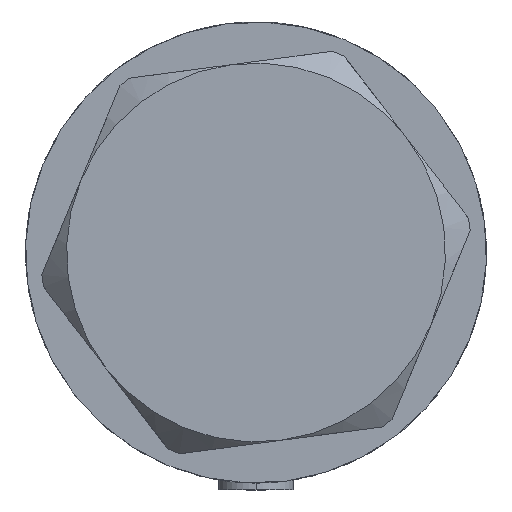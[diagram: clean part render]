
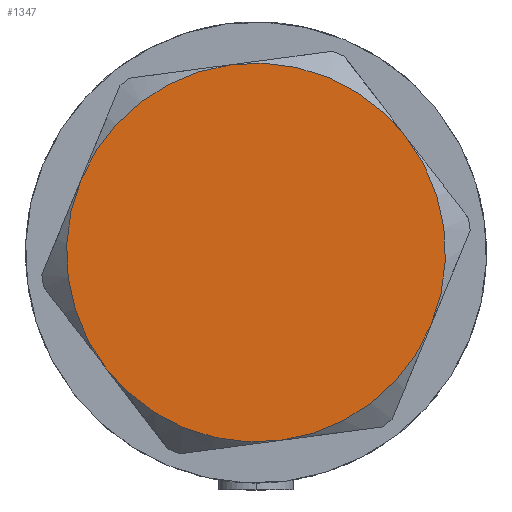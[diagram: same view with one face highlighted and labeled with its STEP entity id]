
A CAD part, left-side view. The second image highlights one B-rep face of the part: STEP entity #1347.
In plain terms, the highlighted face is planar.
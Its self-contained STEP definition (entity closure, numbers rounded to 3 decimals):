
#119 = EDGE_CURVE ( 'NONE', #549, #3148, #3043, .T. ) ;
#193 = AXIS2_PLACEMENT_3D ( 'NONE', #380, #3234, #2222 ) ;
#195 = ORIENTED_EDGE ( 'NONE', *, *, #119, .T. ) ;
#380 = CARTESIAN_POINT ( 'NONE',  ( 0., 0., 14.5 ) ) ;
#451 = CARTESIAN_POINT ( 'NONE',  ( -30., 0., 14.5 ) ) ;
#479 = ORIENTED_EDGE ( 'NONE', *, *, #1152, .T. ) ;
#549 = VERTEX_POINT ( 'NONE', #2983 ) ;
#601 = CARTESIAN_POINT ( 'NONE',  ( 0., 0., 14.5 ) ) ;
#787 = CARTESIAN_POINT ( 'NONE',  ( 0., 0., 14.5 ) ) ;
#886 = EDGE_CURVE ( 'NONE', #4199, #549, #4599, .T. ) ;
#922 = DIRECTION ( 'NONE',  ( 1., 0., 0. ) ) ;
#1062 = DIRECTION ( 'NONE',  ( 0., 0., 1. ) ) ;
#1141 = VERTEX_POINT ( 'NONE', #4686 ) ;
#1152 = EDGE_CURVE ( 'NONE', #3148, #2551, #3982, .T. ) ;
#1252 = CIRCLE ( 'NONE', #2568, 30. ) ;
#1256 = AXIS2_PLACEMENT_3D ( 'NONE', #1870, #3473, #922 ) ;
#1284 = EDGE_LOOP ( 'NONE', ( #3477, #1780, #1953, #195, #479, #4675 ) ) ;
#1322 = CARTESIAN_POINT ( 'NONE',  ( 0., 0., 14.5 ) ) ;
#1347 = ADVANCED_FACE ( 'NONE', ( #4270 ), #3913, .T. ) ;
#1368 = DIRECTION ( 'NONE',  ( 0., 0., 1. ) ) ;
#1495 = CIRCLE ( 'NONE', #1256, 30. ) ;
#1536 = CARTESIAN_POINT ( 'NONE',  ( 15., 25.981, 14.5 ) ) ;
#1780 = ORIENTED_EDGE ( 'NONE', *, *, #4700, .T. ) ;
#1870 = CARTESIAN_POINT ( 'NONE',  ( 0., 0., 14.5 ) ) ;
#1923 = DIRECTION ( 'NONE',  ( 1., 0., 0. ) ) ;
#1953 = ORIENTED_EDGE ( 'NONE', *, *, #886, .T. ) ;
#2050 = AXIS2_PLACEMENT_3D ( 'NONE', #601, #2067, #2341 ) ;
#2067 = DIRECTION ( 'NONE',  ( 0., 0., 1. ) ) ;
#2222 = DIRECTION ( 'NONE',  ( 1., 0., 0. ) ) ;
#2341 = DIRECTION ( 'NONE',  ( 1., 0., 0. ) ) ;
#2423 = AXIS2_PLACEMENT_3D ( 'NONE', #1322, #2782, #2802 ) ;
#2551 = VERTEX_POINT ( 'NONE', #3639 ) ;
#2568 = AXIS2_PLACEMENT_3D ( 'NONE', #787, #3771, #1923 ) ;
#2782 = DIRECTION ( 'NONE',  ( 0., 0., 1. ) ) ;
#2802 = DIRECTION ( 'NONE',  ( 1., 0., 0. ) ) ;
#2844 = DIRECTION ( 'NONE',  ( 1., 0., 0. ) ) ;
#2870 = DIRECTION ( 'NONE',  ( 1., 0., 0. ) ) ;
#2964 = CIRCLE ( 'NONE', #2423, 30. ) ;
#2983 = CARTESIAN_POINT ( 'NONE',  ( -15., 25.981, 14.5 ) ) ;
#3043 = CIRCLE ( 'NONE', #193, 30. ) ;
#3148 = VERTEX_POINT ( 'NONE', #451 ) ;
#3234 = DIRECTION ( 'NONE',  ( 0., 0., 1. ) ) ;
#3473 = DIRECTION ( 'NONE',  ( 0., 0., 1. ) ) ;
#3477 = ORIENTED_EDGE ( 'NONE', *, *, #4202, .T. ) ;
#3639 = CARTESIAN_POINT ( 'NONE',  ( -15., -25.981, 14.5 ) ) ;
#3687 = AXIS2_PLACEMENT_3D ( 'NONE', #4322, #1368, #2844 ) ;
#3771 = DIRECTION ( 'NONE',  ( 0., 0., 1. ) ) ;
#3913 = PLANE ( 'NONE',  #2050 ) ;
#3982 = CIRCLE ( 'NONE', #3687, 30. ) ;
#4199 = VERTEX_POINT ( 'NONE', #1536 ) ;
#4202 = EDGE_CURVE ( 'NONE', #1141, #4683, #1252, .T. ) ;
#4270 = FACE_OUTER_BOUND ( 'NONE', #1284, .T. ) ;
#4322 = CARTESIAN_POINT ( 'NONE',  ( 0., 0., 14.5 ) ) ;
#4531 = EDGE_CURVE ( 'NONE', #2551, #1141, #1495, .T. ) ;
#4599 = CIRCLE ( 'NONE', #4752, 30. ) ;
#4675 = ORIENTED_EDGE ( 'NONE', *, *, #4531, .T. ) ;
#4683 = VERTEX_POINT ( 'NONE', #4736 ) ;
#4686 = CARTESIAN_POINT ( 'NONE',  ( 15., -25.981, 14.5 ) ) ;
#4700 = EDGE_CURVE ( 'NONE', #4683, #4199, #2964, .T. ) ;
#4736 = CARTESIAN_POINT ( 'NONE',  ( 30., 0., 14.5 ) ) ;
#4739 = CARTESIAN_POINT ( 'NONE',  ( 0., 0., 14.5 ) ) ;
#4752 = AXIS2_PLACEMENT_3D ( 'NONE', #4739, #1062, #2870 ) ;
